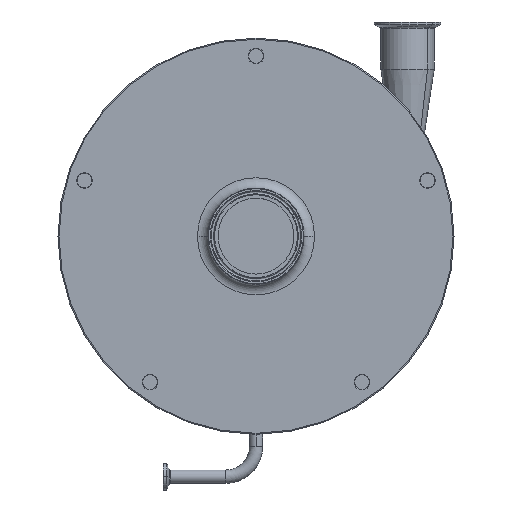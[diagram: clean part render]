
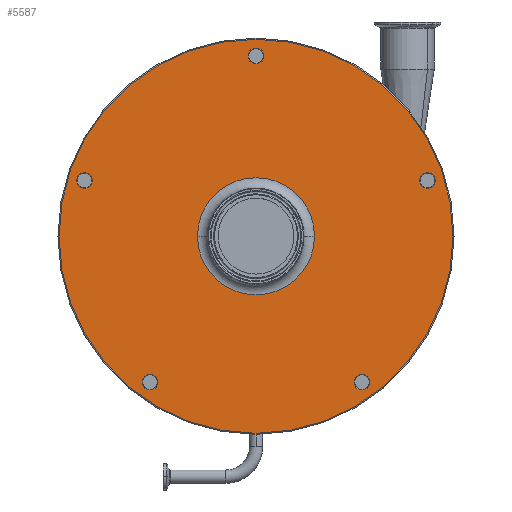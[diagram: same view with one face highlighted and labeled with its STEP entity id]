
A CAD part, top view. The second image highlights one B-rep face of the part: STEP entity #5587.
In plain terms, the highlighted planar face has unit normal (0, 0, 1).
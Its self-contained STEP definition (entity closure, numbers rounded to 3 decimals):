
#33 = VERTEX_POINT ( 'NONE', #2037 ) ;
#140 = FACE_BOUND ( 'NONE', #2530, .T. ) ;
#141 = DIRECTION ( 'NONE',  ( -1., 0., 0. ) ) ;
#143 = ORIENTED_EDGE ( 'NONE', *, *, #1956, .T. ) ;
#178 = CARTESIAN_POINT ( 'NONE',  ( -164.057, 53.305, 29.5 ) ) ;
#183 = CIRCLE ( 'NONE', #3273, 7.5 ) ;
#194 = CIRCLE ( 'NONE', #1618, 7.5 ) ;
#221 = EDGE_LOOP ( 'NONE', ( #1213, #1418 ) ) ;
#239 = ORIENTED_EDGE ( 'NONE', *, *, #1425, .F. ) ;
#253 = DIRECTION ( 'NONE',  ( 1., 0., 0. ) ) ;
#460 = EDGE_LOOP ( 'NONE', ( #7213, #143 ) ) ;
#598 = DIRECTION ( 'NONE',  ( 0., -1., 0. ) ) ;
#644 = CARTESIAN_POINT ( 'NONE',  ( -188.5, 0., 29.5 ) ) ;
#672 = VERTEX_POINT ( 'NONE', #644 ) ;
#682 = AXIS2_PLACEMENT_3D ( 'NONE', #6356, #3678, #253 ) ;
#714 = EDGE_LOOP ( 'NONE', ( #4219, #7184 ) ) ;
#735 = FACE_BOUND ( 'NONE', #859, .T. ) ;
#779 = CIRCLE ( 'NONE', #2814, 188.5 ) ;
#797 = EDGE_CURVE ( 'NONE', #3373, #4448, #183, .T. ) ;
#817 = CARTESIAN_POINT ( 'NONE',  ( 56., 0., 29.5 ) ) ;
#859 = EDGE_LOOP ( 'NONE', ( #2990, #6536 ) ) ;
#934 = CIRCLE ( 'NONE', #682, 7.5 ) ;
#985 = AXIS2_PLACEMENT_3D ( 'NONE', #4944, #7207, #4039 ) ;
#1010 = CIRCLE ( 'NONE', #5182, 56. ) ;
#1019 = DIRECTION ( 'NONE',  ( 0., 0., 1. ) ) ;
#1134 = EDGE_CURVE ( 'NONE', #3340, #5280, #194, .T. ) ;
#1136 = CARTESIAN_POINT ( 'NONE',  ( -56., 0., 29.5 ) ) ;
#1146 = CARTESIAN_POINT ( 'NONE',  ( 164.057, 53.305, 29.5 ) ) ;
#1171 = EDGE_CURVE ( 'NONE', #5280, #3340, #5076, .T. ) ;
#1213 = ORIENTED_EDGE ( 'NONE', *, *, #2753, .F. ) ;
#1399 = AXIS2_PLACEMENT_3D ( 'NONE', #1146, #1785, #598 ) ;
#1418 = ORIENTED_EDGE ( 'NONE', *, *, #6877, .F. ) ;
#1425 = EDGE_CURVE ( 'NONE', #4448, #3373, #4474, .T. ) ;
#1440 = EDGE_CURVE ( 'NONE', #672, #2287, #2218, .T. ) ;
#1470 = AXIS2_PLACEMENT_3D ( 'NONE', #7341, #7171, #5979 ) ;
#1618 = AXIS2_PLACEMENT_3D ( 'NONE', #3247, #2180, #6715 ) ;
#1650 = EDGE_CURVE ( 'NONE', #1739, #3749, #1010, .T. ) ;
#1739 = VERTEX_POINT ( 'NONE', #1136 ) ;
#1740 = CARTESIAN_POINT ( 'NONE',  ( 0., 0., 29.5 ) ) ;
#1760 = CIRCLE ( 'NONE', #5573, 7.5 ) ;
#1785 = DIRECTION ( 'NONE',  ( 0., 0., 1. ) ) ;
#1820 = FACE_OUTER_BOUND ( 'NONE', #460, .T. ) ;
#1956 = EDGE_CURVE ( 'NONE', #2287, #672, #779, .T. ) ;
#1960 = ORIENTED_EDGE ( 'NONE', *, *, #1171, .F. ) ;
#2009 = DIRECTION ( 'NONE',  ( 1., 0., 0. ) ) ;
#2037 = CARTESIAN_POINT ( 'NONE',  ( 164.057, 45.805, 29.5 ) ) ;
#2098 = DIRECTION ( 'NONE',  ( 0., -1., 0. ) ) ;
#2180 = DIRECTION ( 'NONE',  ( 0., 0., 1. ) ) ;
#2218 = CIRCLE ( 'NONE', #4362, 188.5 ) ;
#2269 = DIRECTION ( 'NONE',  ( 0., 0., -1. ) ) ;
#2287 = VERTEX_POINT ( 'NONE', #2485 ) ;
#2485 = CARTESIAN_POINT ( 'NONE',  ( 188.5, 0., 29.5 ) ) ;
#2491 = CARTESIAN_POINT ( 'NONE',  ( 0., 0., 29.5 ) ) ;
#2492 = CARTESIAN_POINT ( 'NONE',  ( -164.057, 45.805, 29.5 ) ) ;
#2530 = EDGE_LOOP ( 'NONE', ( #2981, #6248 ) ) ;
#2564 = CARTESIAN_POINT ( 'NONE',  ( 0., 172.5, 29.5 ) ) ;
#2565 = DIRECTION ( 'NONE',  ( 0., 0., 1. ) ) ;
#2571 = CARTESIAN_POINT ( 'NONE',  ( 101.393, -147.055, 29.5 ) ) ;
#2663 = DIRECTION ( 'NONE',  ( 0., 0., 1. ) ) ;
#2717 = CARTESIAN_POINT ( 'NONE',  ( 7.5, 172.5, 29.5 ) ) ;
#2719 = CIRCLE ( 'NONE', #1399, 7.5 ) ;
#2753 = EDGE_CURVE ( 'NONE', #33, #4767, #6235, .T. ) ;
#2814 = AXIS2_PLACEMENT_3D ( 'NONE', #4356, #1019, #6584 ) ;
#2981 = ORIENTED_EDGE ( 'NONE', *, *, #1650, .T. ) ;
#2990 = ORIENTED_EDGE ( 'NONE', *, *, #3000, .F. ) ;
#3000 = EDGE_CURVE ( 'NONE', #7304, #6480, #4675, .T. ) ;
#3016 = FACE_BOUND ( 'NONE', #4194, .T. ) ;
#3051 = PLANE ( 'NONE',  #5242 ) ;
#3057 = CIRCLE ( 'NONE', #5906, 7.5 ) ;
#3235 = DIRECTION ( 'NONE',  ( 0., 0., 1. ) ) ;
#3247 = CARTESIAN_POINT ( 'NONE',  ( -101.393, -139.555, 29.5 ) ) ;
#3273 = AXIS2_PLACEMENT_3D ( 'NONE', #7346, #2663, #5608 ) ;
#3340 = VERTEX_POINT ( 'NONE', #4221 ) ;
#3373 = VERTEX_POINT ( 'NONE', #5623 ) ;
#3497 = FACE_BOUND ( 'NONE', #221, .T. ) ;
#3557 = CARTESIAN_POINT ( 'NONE',  ( -7.5, 172.5, 29.5 ) ) ;
#3650 = EDGE_CURVE ( 'NONE', #4858, #3762, #934, .T. ) ;
#3678 = DIRECTION ( 'NONE',  ( 0., 0., 1. ) ) ;
#3749 = VERTEX_POINT ( 'NONE', #817 ) ;
#3754 = EDGE_CURVE ( 'NONE', #6480, #7304, #1760, .T. ) ;
#3762 = VERTEX_POINT ( 'NONE', #2717 ) ;
#3768 = AXIS2_PLACEMENT_3D ( 'NONE', #6121, #4479, #2098 ) ;
#3824 = EDGE_LOOP ( 'NONE', ( #4234, #1960 ) ) ;
#4029 = CARTESIAN_POINT ( 'NONE',  ( 164.057, 60.805, 29.5 ) ) ;
#4039 = DIRECTION ( 'NONE',  ( 0., -1., 0. ) ) ;
#4136 = DIRECTION ( 'NONE',  ( 0., 0., -1. ) ) ;
#4194 = EDGE_LOOP ( 'NONE', ( #239, #4621 ) ) ;
#4219 = ORIENTED_EDGE ( 'NONE', *, *, #5706, .F. ) ;
#4221 = CARTESIAN_POINT ( 'NONE',  ( -101.393, -147.055, 29.5 ) ) ;
#4234 = ORIENTED_EDGE ( 'NONE', *, *, #1134, .F. ) ;
#4255 = DIRECTION ( 'NONE',  ( 0., -1., 0. ) ) ;
#4356 = CARTESIAN_POINT ( 'NONE',  ( 0., 0., 29.5 ) ) ;
#4362 = AXIS2_PLACEMENT_3D ( 'NONE', #2491, #5997, #141 ) ;
#4448 = VERTEX_POINT ( 'NONE', #2492 ) ;
#4474 = CIRCLE ( 'NONE', #5444, 7.5 ) ;
#4479 = DIRECTION ( 'NONE',  ( 0., 0., 1. ) ) ;
#4621 = ORIENTED_EDGE ( 'NONE', *, *, #797, .F. ) ;
#4646 = DIRECTION ( 'NONE',  ( -1., 0., 0. ) ) ;
#4675 = CIRCLE ( 'NONE', #1470, 7.5 ) ;
#4767 = VERTEX_POINT ( 'NONE', #4029 ) ;
#4858 = VERTEX_POINT ( 'NONE', #3557 ) ;
#4944 = CARTESIAN_POINT ( 'NONE',  ( 164.057, 53.305, 29.5 ) ) ;
#5076 = CIRCLE ( 'NONE', #3768, 7.5 ) ;
#5182 = AXIS2_PLACEMENT_3D ( 'NONE', #5692, #6252, #4646 ) ;
#5242 = AXIS2_PLACEMENT_3D ( 'NONE', #6965, #4136, #6405 ) ;
#5280 = VERTEX_POINT ( 'NONE', #7196 ) ;
#5444 = AXIS2_PLACEMENT_3D ( 'NONE', #178, #2565, #4255 ) ;
#5573 = AXIS2_PLACEMENT_3D ( 'NONE', #7222, #3235, #7288 ) ;
#5587 = ADVANCED_FACE ( 'NONE', ( #3016, #5921, #735, #3497, #5880, #1820, #140 ), #3051, .F. ) ;
#5608 = DIRECTION ( 'NONE',  ( 0., -1., 0. ) ) ;
#5623 = CARTESIAN_POINT ( 'NONE',  ( -164.057, 60.805, 29.5 ) ) ;
#5692 = CARTESIAN_POINT ( 'NONE',  ( 0., 0., 29.5 ) ) ;
#5706 = EDGE_CURVE ( 'NONE', #3762, #4858, #3057, .T. ) ;
#5780 = EDGE_CURVE ( 'NONE', #3749, #1739, #6155, .T. ) ;
#5880 = FACE_BOUND ( 'NONE', #714, .T. ) ;
#5906 = AXIS2_PLACEMENT_3D ( 'NONE', #2564, #6076, #2009 ) ;
#5921 = FACE_BOUND ( 'NONE', #3824, .T. ) ;
#5979 = DIRECTION ( 'NONE',  ( 0., -1., 0. ) ) ;
#5997 = DIRECTION ( 'NONE',  ( 0., 0., 1. ) ) ;
#6076 = DIRECTION ( 'NONE',  ( 0., 0., 1. ) ) ;
#6121 = CARTESIAN_POINT ( 'NONE',  ( -101.393, -139.555, 29.5 ) ) ;
#6155 = CIRCLE ( 'NONE', #7227, 56. ) ;
#6217 = DIRECTION ( 'NONE',  ( -1., 0., 0. ) ) ;
#6235 = CIRCLE ( 'NONE', #985, 7.5 ) ;
#6248 = ORIENTED_EDGE ( 'NONE', *, *, #5780, .T. ) ;
#6252 = DIRECTION ( 'NONE',  ( 0., 0., -1. ) ) ;
#6356 = CARTESIAN_POINT ( 'NONE',  ( 0., 172.5, 29.5 ) ) ;
#6396 = CARTESIAN_POINT ( 'NONE',  ( 101.393, -132.055, 29.5 ) ) ;
#6405 = DIRECTION ( 'NONE',  ( -1., 0., 0. ) ) ;
#6480 = VERTEX_POINT ( 'NONE', #6396 ) ;
#6536 = ORIENTED_EDGE ( 'NONE', *, *, #3754, .F. ) ;
#6584 = DIRECTION ( 'NONE',  ( -1., 0., 0. ) ) ;
#6715 = DIRECTION ( 'NONE',  ( 0., -1., 0. ) ) ;
#6877 = EDGE_CURVE ( 'NONE', #4767, #33, #2719, .T. ) ;
#6965 = CARTESIAN_POINT ( 'NONE',  ( 0., 189.5, 29.5 ) ) ;
#7171 = DIRECTION ( 'NONE',  ( 0., 0., 1. ) ) ;
#7184 = ORIENTED_EDGE ( 'NONE', *, *, #3650, .F. ) ;
#7196 = CARTESIAN_POINT ( 'NONE',  ( -101.393, -132.055, 29.5 ) ) ;
#7207 = DIRECTION ( 'NONE',  ( 0., 0., 1. ) ) ;
#7213 = ORIENTED_EDGE ( 'NONE', *, *, #1440, .T. ) ;
#7222 = CARTESIAN_POINT ( 'NONE',  ( 101.393, -139.555, 29.5 ) ) ;
#7227 = AXIS2_PLACEMENT_3D ( 'NONE', #1740, #2269, #6217 ) ;
#7288 = DIRECTION ( 'NONE',  ( 0., -1., 0. ) ) ;
#7304 = VERTEX_POINT ( 'NONE', #2571 ) ;
#7341 = CARTESIAN_POINT ( 'NONE',  ( 101.393, -139.555, 29.5 ) ) ;
#7346 = CARTESIAN_POINT ( 'NONE',  ( -164.057, 53.305, 29.5 ) ) ;
